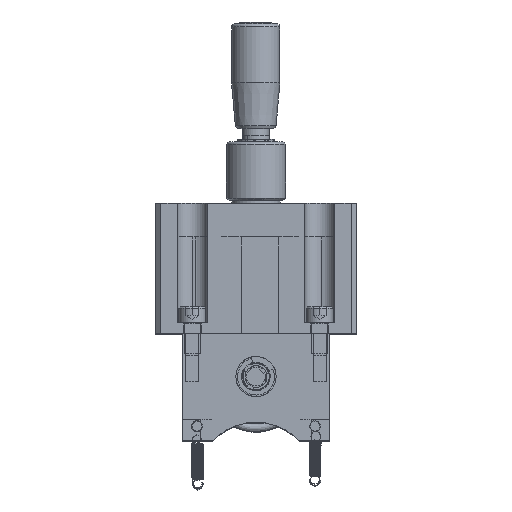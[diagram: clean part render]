
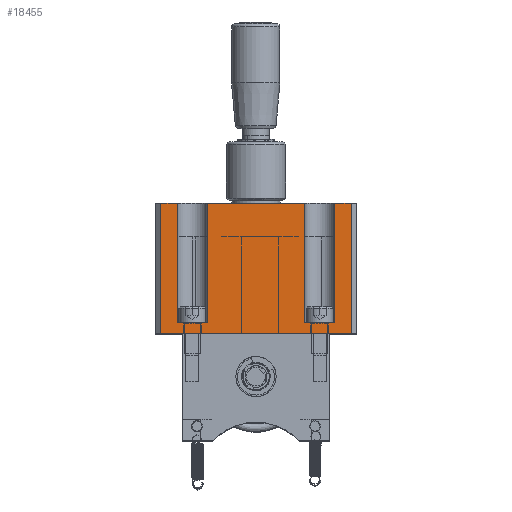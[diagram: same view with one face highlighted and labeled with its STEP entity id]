
A CAD part, top view. The second image highlights one B-rep face of the part: STEP entity #18455.
In plain terms, the highlighted face is planar.
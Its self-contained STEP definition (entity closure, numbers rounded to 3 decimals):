
#3948=FACE_OUTER_BOUND('',#5035,.T.);
#5035=EDGE_LOOP('',(#16138,#16139,#16140,#16141,#16142,#16143,#16144,#16145,
#16146,#16147,#16148,#16149));
#6014=LINE('',#35135,#6903);
#6050=LINE('',#35261,#6939);
#6052=LINE('',#35265,#6941);
#6053=LINE('',#35267,#6942);
#6054=LINE('',#35269,#6943);
#6055=LINE('',#35271,#6944);
#6056=LINE('',#35273,#6945);
#6057=LINE('',#35275,#6946);
#6058=LINE('',#35277,#6947);
#6059=LINE('',#35279,#6948);
#6060=LINE('',#35281,#6949);
#6061=LINE('',#35282,#6950);
#6903=VECTOR('',#26039,10.);
#6939=VECTOR('',#26169,10.);
#6941=VECTOR('',#26173,10.);
#6942=VECTOR('',#26174,10.);
#6943=VECTOR('',#26175,10.);
#6944=VECTOR('',#26176,10.);
#6945=VECTOR('',#26177,10.);
#6946=VECTOR('',#26178,10.);
#6947=VECTOR('',#26179,10.);
#6948=VECTOR('',#26180,10.);
#6949=VECTOR('',#26181,10.);
#6950=VECTOR('',#26182,10.);
#8596=VERTEX_POINT('',#35132);
#8597=VERTEX_POINT('',#35134);
#8640=VERTEX_POINT('',#35260);
#8641=VERTEX_POINT('',#35264);
#8642=VERTEX_POINT('',#35266);
#8643=VERTEX_POINT('',#35268);
#8644=VERTEX_POINT('',#35270);
#8645=VERTEX_POINT('',#35272);
#8646=VERTEX_POINT('',#35274);
#8647=VERTEX_POINT('',#35276);
#8648=VERTEX_POINT('',#35278);
#8649=VERTEX_POINT('',#35280);
#11175=EDGE_CURVE('',#8596,#8597,#6014,.T.);
#11239=EDGE_CURVE('',#8597,#8640,#6050,.T.);
#11241=EDGE_CURVE('',#8641,#8596,#6052,.T.);
#11242=EDGE_CURVE('',#8642,#8641,#6053,.T.);
#11243=EDGE_CURVE('',#8642,#8643,#6054,.T.);
#11244=EDGE_CURVE('',#8643,#8644,#6055,.T.);
#11245=EDGE_CURVE('',#8644,#8645,#6056,.T.);
#11246=EDGE_CURVE('',#8646,#8645,#6057,.T.);
#11247=EDGE_CURVE('',#8647,#8646,#6058,.T.);
#11248=EDGE_CURVE('',#8647,#8648,#6059,.T.);
#11249=EDGE_CURVE('',#8648,#8649,#6060,.T.);
#11250=EDGE_CURVE('',#8640,#8649,#6061,.T.);
#16138=ORIENTED_EDGE('',*,*,#11239,.F.);
#16139=ORIENTED_EDGE('',*,*,#11175,.F.);
#16140=ORIENTED_EDGE('',*,*,#11241,.F.);
#16141=ORIENTED_EDGE('',*,*,#11242,.F.);
#16142=ORIENTED_EDGE('',*,*,#11243,.T.);
#16143=ORIENTED_EDGE('',*,*,#11244,.T.);
#16144=ORIENTED_EDGE('',*,*,#11245,.T.);
#16145=ORIENTED_EDGE('',*,*,#11246,.F.);
#16146=ORIENTED_EDGE('',*,*,#11247,.F.);
#16147=ORIENTED_EDGE('',*,*,#11248,.T.);
#16148=ORIENTED_EDGE('',*,*,#11249,.T.);
#16149=ORIENTED_EDGE('',*,*,#11250,.F.);
#17604=PLANE('',#21107);
#18455=ADVANCED_FACE('',(#3948),#17604,.T.);
#21107=AXIS2_PLACEMENT_3D('',#35263,#26171,#26172);
#26039=DIRECTION('',(0.,0.,-1.));
#26169=DIRECTION('',(0.,-1.,0.));
#26171=DIRECTION('center_axis',(1.,0.,0.));
#26172=DIRECTION('ref_axis',(0.,0.,-1.));
#26173=DIRECTION('',(0.,1.,0.));
#26174=DIRECTION('',(0.,0.,1.));
#26175=DIRECTION('',(0.,1.,0.));
#26176=DIRECTION('',(0.,0.,-1.));
#26177=DIRECTION('',(0.,-1.,0.));
#26178=DIRECTION('',(0.,0.,1.));
#26179=DIRECTION('',(0.,-1.,0.));
#26180=DIRECTION('',(0.,0.,-1.));
#26181=DIRECTION('',(0.,-1.,0.));
#26182=DIRECTION('',(0.,0.,1.));
#35132=CARTESIAN_POINT('',(100.,25.,-2.));
#35134=CARTESIAN_POINT('',(100.,25.,-73.));
#35135=CARTESIAN_POINT('',(100.,25.,0.));
#35260=CARTESIAN_POINT('',(100.,-23.5,-73.));
#35261=CARTESIAN_POINT('',(100.,0.,-73.));
#35263=CARTESIAN_POINT('Origin',(100.,0.,0.));
#35264=CARTESIAN_POINT('',(100.,-23.5,-2.));
#35265=CARTESIAN_POINT('',(100.,0.,-2.));
#35266=CARTESIAN_POINT('',(100.,-23.5,-8.25));
#35267=CARTESIAN_POINT('',(100.,-23.5,-8.25));
#35268=CARTESIAN_POINT('',(100.,21.,-8.25));
#35269=CARTESIAN_POINT('',(100.,0.,-8.25));
#35270=CARTESIAN_POINT('',(100.,21.,-19.25));
#35271=CARTESIAN_POINT('',(100.,21.,-6.875));
#35272=CARTESIAN_POINT('',(100.,-23.5,-19.25));
#35273=CARTESIAN_POINT('',(100.,0.,-19.25));
#35274=CARTESIAN_POINT('',(100.,-23.5,-55.75));
#35275=CARTESIAN_POINT('',(100.,-23.5,-55.75));
#35276=CARTESIAN_POINT('',(100.,21.,-55.75));
#35277=CARTESIAN_POINT('',(100.,0.,-55.75));
#35278=CARTESIAN_POINT('',(100.,21.,-66.75));
#35279=CARTESIAN_POINT('',(100.,21.,-30.625));
#35280=CARTESIAN_POINT('',(100.,-23.5,-66.75));
#35281=CARTESIAN_POINT('',(100.,0.,-66.75));
#35282=CARTESIAN_POINT('',(100.,-23.5,-75.));
